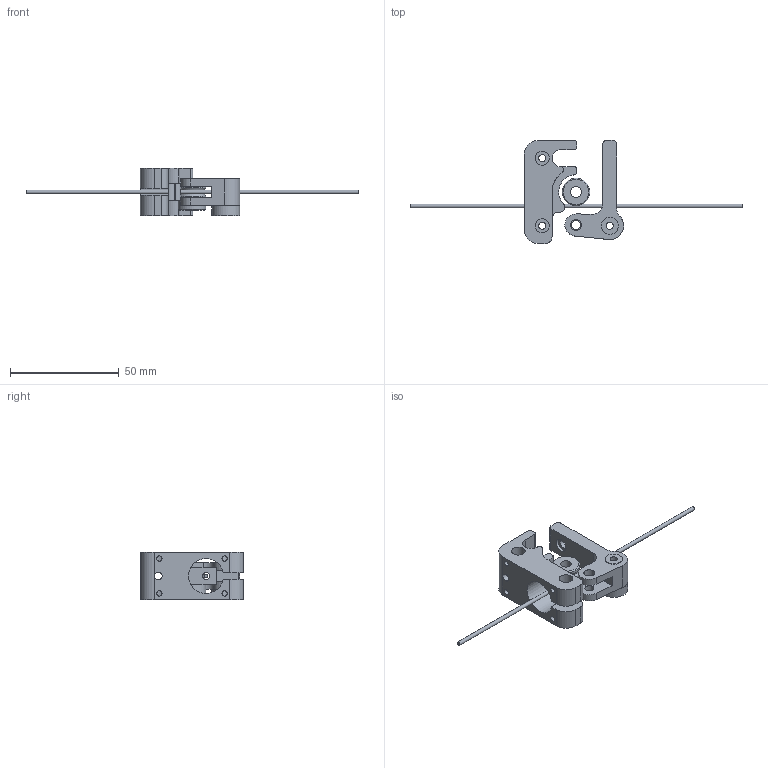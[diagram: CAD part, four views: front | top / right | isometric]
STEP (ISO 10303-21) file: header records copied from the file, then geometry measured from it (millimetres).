
FILE_DESCRIPTION(/* description */ (''),/* implementation_level */ '2;1');
FILE_NAME(/* name */ 'Aluminum Extruder V1.stp',/* time_stamp */ '2015-02-06T14:11:20-08:00',/* author */ ('Brian Roe'),/* organization */ (''),/* preprocessor_version */ 'ST-DEVELOPER v15.6',/* originating_system */ 'Autodesk Inventor 2015',/* authorisation */ '');
FILE_SCHEMA (('AUTOMOTIVE_DESIGN { 1 0 10303 214 3 1 1 }'));
Length unit declared in the file: inch
Products named in the file (1): Machined Extruder V3
Bounding box: 152.4 x 47.38 x 21.58 mm (x, y, z)
Volume: 18031.7 mm3; surface area: 11570.3 mm2
Topology: 5 solids, 5 shells, 96 faces, 259 edges, 174 vertices
Faces by surface type: cylinder 52, plane 41, cone 2, torus 1
Full cylindrical faces by diameter (mm): 1.75 x1, 2.464 x4, 3.264 x7, 3.556 x1, 4.064 x1, 4.14 x1, 5 x2, 6.35 x5, 7.81 x1, 7.938 x1, 12.7 x3
Entity records: 3254 total; most frequent: CARTESIAN_POINT 858, DIRECTION 495, ORIENTED_EDGE 434, EDGE_CURVE 217, AXIS2_PLACEMENT_3D 199, VERTEX_POINT 162, EDGE_LOOP 161, CIRCLE 102
